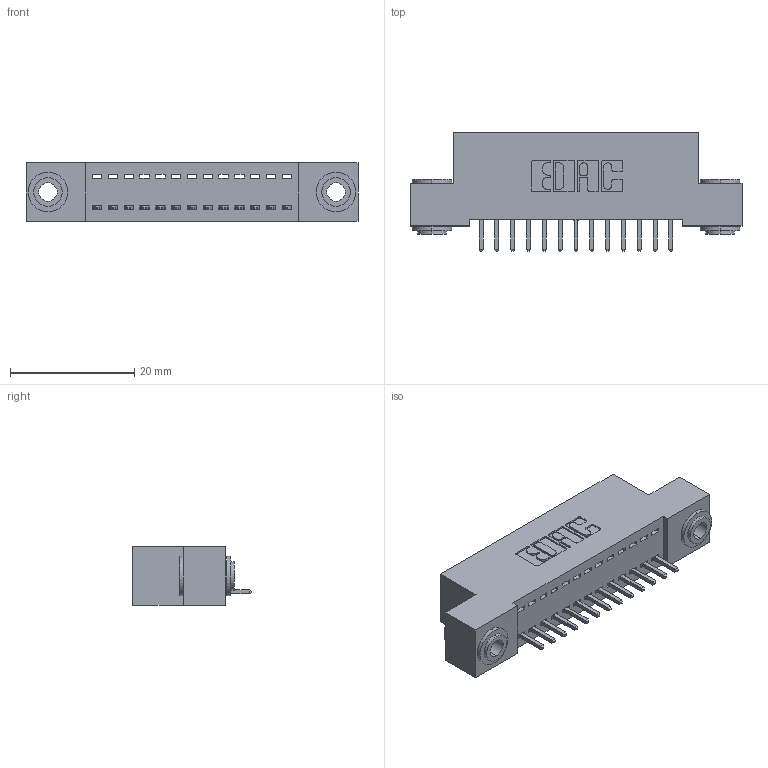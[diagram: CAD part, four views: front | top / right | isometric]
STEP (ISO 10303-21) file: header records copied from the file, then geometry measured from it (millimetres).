
FILE_DESCRIPTION (( 'STEP AP203' ), '1' );
FILE_NAME ('392-013-521-103.STEP', '2019-10-07T01:48:39', ( '' ), ( '' ), 'SwSTEP 2.0', 'SolidWorks 2016', '' );
FILE_SCHEMA (( 'CONFIG_CONTROL_DESIGN' ));
Length unit declared in the file: inch
Products named in the file (4): 342 Part_.156 TH; 345-292-001_345-293-121; 342-250-002_345-250-002-102; 392-013-521-103
Assembly tree (16 placements, depth 2):
  392-013-521-103
    342 Part_.156 TH
    345-292-001_345-293-121  x13
    342-250-002_345-250-002-102  x2
Bounding box: 53.34 x 19.06 x 9.4 mm (x, y, z)
Volume: 4555.9 mm3; surface area: 6232.8 mm2
Topology: 16 solids, 16 shells, 902 faces, 2663 edges, 1754 vertices
Faces by surface type: plane 622, cylinder 272, cone 8
Entity records: 12234 total; most frequent: CARTESIAN_POINT 2092, ORIENTED_EDGE 2034, DIRECTION 1857, EDGE_CURVE 1017, VECTOR 865, LINE 865, VERTEX_POINT 674, AXIS2_PLACEMENT_3D 496
